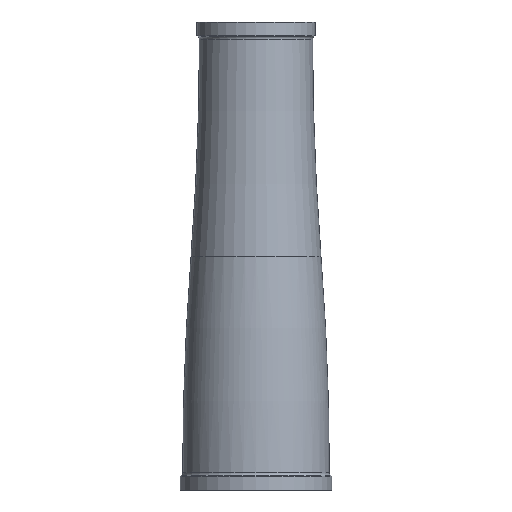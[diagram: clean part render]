
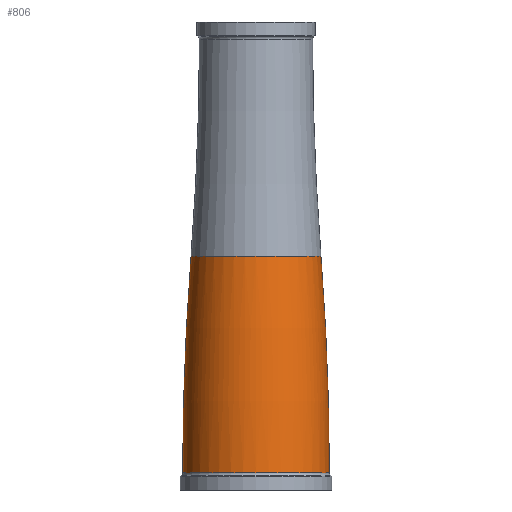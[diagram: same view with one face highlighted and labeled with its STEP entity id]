
A CAD part, left-side view. The second image highlights one B-rep face of the part: STEP entity #806.
In plain terms, the highlighted toroidal (fillet/blend) face has major radius 891.65 mm and minor radius 915.25 mm.
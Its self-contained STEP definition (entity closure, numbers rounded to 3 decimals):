
#4 = DIRECTION ( 'NONE',  ( 0., 1., 0. ) ) ;
#109 = EDGE_CURVE ( 'NONE', #339, #999, #1079, .T. ) ;
#121 = CARTESIAN_POINT ( 'NONE',  ( 0., 20.9, 0. ) ) ;
#136 = AXIS2_PLACEMENT_3D ( 'NONE', #387, #466, #213 ) ;
#141 = ORIENTED_EDGE ( 'NONE', *, *, #439, .F. ) ;
#153 = CIRCLE ( 'NONE', #773, 20.9 ) ;
#157 = VERTEX_POINT ( 'NONE', #121 ) ;
#168 = CARTESIAN_POINT ( 'NONE',  ( 0., 0., -69.75 ) ) ;
#179 = AXIS2_PLACEMENT_3D ( 'NONE', #380, #209, #546 ) ;
#206 = ORIENTED_EDGE ( 'NONE', *, *, #612, .T. ) ;
#209 = DIRECTION ( 'NONE',  ( -1., 0., 0. ) ) ;
#213 = DIRECTION ( 'NONE',  ( 0., 1., 0. ) ) ;
#253 = AXIS2_PLACEMENT_3D ( 'NONE', #268, #372, #708 ) ;
#261 = EDGE_CURVE ( 'NONE', #339, #157, #153, .T. ) ;
#268 = CARTESIAN_POINT ( 'NONE',  ( 0., 0., -70.25 ) ) ;
#339 = VERTEX_POINT ( 'NONE', #768 ) ;
#346 = ORIENTED_EDGE ( 'NONE', *, *, #109, .F. ) ;
#372 = DIRECTION ( 'NONE',  ( 0., 0., -1. ) ) ;
#377 = VERTEX_POINT ( 'NONE', #1029 ) ;
#380 = CARTESIAN_POINT ( 'NONE',  ( 0., -891.65, -70.25 ) ) ;
#381 = TOROIDAL_SURFACE ( 'NONE', #253, -891.65, 915.25 ) ;
#387 = CARTESIAN_POINT ( 'NONE',  ( 0., 891.65, -70.25 ) ) ;
#412 = CIRCLE ( 'NONE', #179, 915.25 ) ;
#439 = EDGE_CURVE ( 'NONE', #999, #377, #461, .T. ) ;
#446 = FACE_OUTER_BOUND ( 'NONE', #616, .T. ) ;
#461 = CIRCLE ( 'NONE', #933, 23.6 ) ;
#466 = DIRECTION ( 'NONE',  ( 1., 0., 0. ) ) ;
#470 = DIRECTION ( 'NONE',  ( 0., 0., -1. ) ) ;
#488 = ORIENTED_EDGE ( 'NONE', *, *, #261, .T. ) ;
#546 = DIRECTION ( 'NONE',  ( 0., 0., 1. ) ) ;
#612 = EDGE_CURVE ( 'NONE', #157, #377, #412, .T. ) ;
#616 = EDGE_LOOP ( 'NONE', ( #346, #488, #206, #141 ) ) ;
#708 = DIRECTION ( 'NONE',  ( 0., 1., 0. ) ) ;
#765 = DIRECTION ( 'NONE',  ( 0., 0., -1. ) ) ;
#768 = CARTESIAN_POINT ( 'NONE',  ( 0., -20.9, 0. ) ) ;
#773 = AXIS2_PLACEMENT_3D ( 'NONE', #925, #470, #980 ) ;
#806 = ADVANCED_FACE ( 'NONE', ( #446 ), #381, .T. ) ;
#925 = CARTESIAN_POINT ( 'NONE',  ( 0., 0., 0. ) ) ;
#933 = AXIS2_PLACEMENT_3D ( 'NONE', #168, #765, #4 ) ;
#970 = CARTESIAN_POINT ( 'NONE',  ( 0., -23.6, -69.75 ) ) ;
#980 = DIRECTION ( 'NONE',  ( 0., 1., 0. ) ) ;
#999 = VERTEX_POINT ( 'NONE', #970 ) ;
#1029 = CARTESIAN_POINT ( 'NONE',  ( 0., 23.6, -69.75 ) ) ;
#1079 = CIRCLE ( 'NONE', #136, 915.25 ) ;
